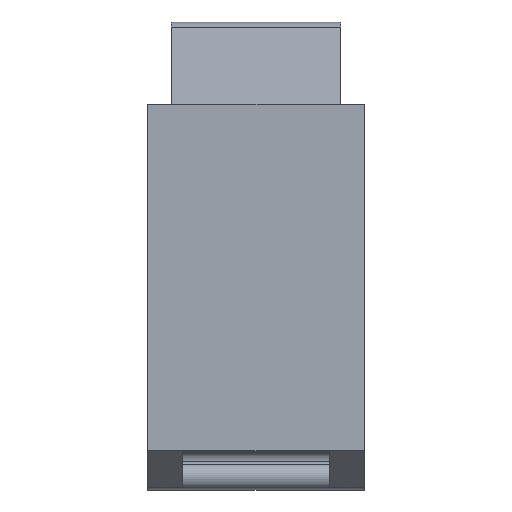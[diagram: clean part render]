
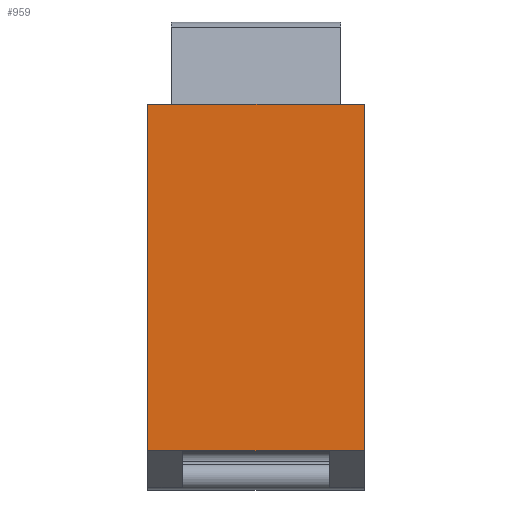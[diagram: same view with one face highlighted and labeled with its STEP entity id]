
A CAD part, top view. The second image highlights one B-rep face of the part: STEP entity #959.
In plain terms, the highlighted planar face has unit normal (0, 0, 1).
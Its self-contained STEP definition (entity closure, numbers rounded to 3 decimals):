
#4 = DIRECTION ( 'NONE',  ( 0., 0., 1. ) ) ;
#91 = DIRECTION ( 'NONE',  ( -1., 0., 0. ) ) ;
#144 = CARTESIAN_POINT ( 'NONE',  ( -12.5, 10., 41. ) ) ;
#152 = LINE ( 'NONE', #144, #838 ) ;
#187 = VERTEX_POINT ( 'NONE', #432 ) ;
#207 = AXIS2_PLACEMENT_3D ( 'NONE', #658, #4, #721 ) ;
#245 = ORIENTED_EDGE ( 'NONE', *, *, #669, .T. ) ;
#293 = DIRECTION ( 'NONE',  ( -1., 0., 0. ) ) ;
#297 = VECTOR ( 'NONE', #293, 1000. ) ;
#315 = ORIENTED_EDGE ( 'NONE', *, *, #333, .F. ) ;
#333 = EDGE_CURVE ( 'NONE', #187, #366, #488, .T. ) ;
#343 = ORIENTED_EDGE ( 'NONE', *, *, #715, .T. ) ;
#361 = VERTEX_POINT ( 'NONE', #696 ) ;
#364 = EDGE_CURVE ( 'NONE', #187, #954, #397, .T. ) ;
#366 = VERTEX_POINT ( 'NONE', #693 ) ;
#397 = LINE ( 'NONE', #625, #932 ) ;
#432 = CARTESIAN_POINT ( 'NONE',  ( 12.5, -30., 41. ) ) ;
#488 = LINE ( 'NONE', #763, #804 ) ;
#489 = EDGE_LOOP ( 'NONE', ( #245, #315, #824, #343 ) ) ;
#521 = CARTESIAN_POINT ( 'NONE',  ( -12.5, 10., 41. ) ) ;
#558 = DIRECTION ( 'NONE',  ( 0., 1., 0. ) ) ;
#581 = FACE_OUTER_BOUND ( 'NONE', #489, .T. ) ;
#588 = PLANE ( 'NONE',  #207 ) ;
#625 = CARTESIAN_POINT ( 'NONE',  ( 12.5, 10., 41. ) ) ;
#658 = CARTESIAN_POINT ( 'NONE',  ( 0., 0., 41. ) ) ;
#669 = EDGE_CURVE ( 'NONE', #361, #366, #152, .T. ) ;
#693 = CARTESIAN_POINT ( 'NONE',  ( -12.5, -30., 41. ) ) ;
#696 = CARTESIAN_POINT ( 'NONE',  ( -12.5, 10., 41. ) ) ;
#715 = EDGE_CURVE ( 'NONE', #954, #361, #730, .T. ) ;
#721 = DIRECTION ( 'NONE',  ( 1., 0., 0. ) ) ;
#730 = LINE ( 'NONE', #521, #297 ) ;
#763 = CARTESIAN_POINT ( 'NONE',  ( -12.5, -30., 41. ) ) ;
#804 = VECTOR ( 'NONE', #91, 1000. ) ;
#811 = CARTESIAN_POINT ( 'NONE',  ( 12.5, 10., 41. ) ) ;
#824 = ORIENTED_EDGE ( 'NONE', *, *, #364, .T. ) ;
#838 = VECTOR ( 'NONE', #893, 1000. ) ;
#893 = DIRECTION ( 'NONE',  ( 0., -1., 0. ) ) ;
#932 = VECTOR ( 'NONE', #558, 1000. ) ;
#954 = VERTEX_POINT ( 'NONE', #811 ) ;
#959 = ADVANCED_FACE ( 'NONE', ( #581 ), #588, .T. ) ;
